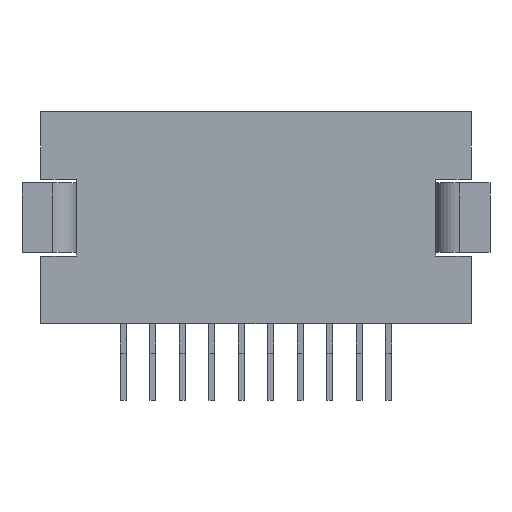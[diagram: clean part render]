
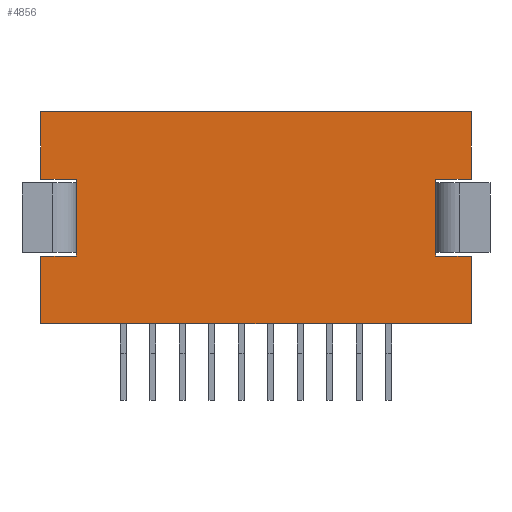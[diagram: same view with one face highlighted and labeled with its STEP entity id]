
A CAD part, front view. The second image highlights one B-rep face of the part: STEP entity #4856.
In plain terms, the highlighted planar face has unit normal (0, -1, 0).
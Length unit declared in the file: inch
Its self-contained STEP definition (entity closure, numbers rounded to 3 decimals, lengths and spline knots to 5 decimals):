
#995=ORIENTED_EDGE('',*,*,#1903,.F.);
#996=ORIENTED_EDGE('',*,*,#1904,.F.);
#997=ORIENTED_EDGE('',*,*,#1905,.F.);
#998=ORIENTED_EDGE('',*,*,#1906,.F.);
#999=ORIENTED_EDGE('',*,*,#1907,.F.);
#1000=ORIENTED_EDGE('',*,*,#1908,.F.);
#1001=ORIENTED_EDGE('',*,*,#1909,.F.);
#1002=ORIENTED_EDGE('',*,*,#1910,.F.);
#1003=ORIENTED_EDGE('',*,*,#1911,.F.);
#1004=ORIENTED_EDGE('',*,*,#1912,.F.);
#1005=ORIENTED_EDGE('',*,*,#1913,.F.);
#1006=ORIENTED_EDGE('',*,*,#1914,.F.);
#1903=EDGE_CURVE('',#2427,#2428,#2983,.T.);
#1904=EDGE_CURVE('',#2429,#2427,#2984,.T.);
#1905=EDGE_CURVE('',#2430,#2429,#2985,.T.);
#1906=EDGE_CURVE('',#2431,#2430,#2986,.T.);
#1907=EDGE_CURVE('',#2432,#2431,#2987,.T.);
#1908=EDGE_CURVE('',#2433,#2432,#2988,.T.);
#1909=EDGE_CURVE('',#2434,#2433,#2989,.T.);
#1910=EDGE_CURVE('',#2435,#2434,#2990,.T.);
#1911=EDGE_CURVE('',#2436,#2435,#2991,.T.);
#1912=EDGE_CURVE('',#2437,#2436,#2992,.T.);
#1913=EDGE_CURVE('',#2438,#2437,#2993,.T.);
#1914=EDGE_CURVE('',#2428,#2438,#2994,.T.);
#2427=VERTEX_POINT('',#7426);
#2428=VERTEX_POINT('',#7427);
#2429=VERTEX_POINT('',#7429);
#2430=VERTEX_POINT('',#7431);
#2431=VERTEX_POINT('',#7433);
#2432=VERTEX_POINT('',#7435);
#2433=VERTEX_POINT('',#7437);
#2434=VERTEX_POINT('',#7439);
#2435=VERTEX_POINT('',#7441);
#2436=VERTEX_POINT('',#7443);
#2437=VERTEX_POINT('',#7445);
#2438=VERTEX_POINT('',#7447);
#2983=LINE('',#7425,#3607);
#2984=LINE('',#7428,#3608);
#2985=LINE('',#7430,#3609);
#2986=LINE('',#7432,#3610);
#2987=LINE('',#7434,#3611);
#2988=LINE('',#7436,#3612);
#2989=LINE('',#7438,#3613);
#2990=LINE('',#7440,#3614);
#2991=LINE('',#7442,#3615);
#2992=LINE('',#7444,#3616);
#2993=LINE('',#7446,#3617);
#2994=LINE('',#7448,#3618);
#3607=VECTOR('',#6105,39.37008);
#3608=VECTOR('',#6106,39.37008);
#3609=VECTOR('',#6107,39.37008);
#3610=VECTOR('',#6108,39.37008);
#3611=VECTOR('',#6109,39.37008);
#3612=VECTOR('',#6110,39.37008);
#3613=VECTOR('',#6111,39.37008);
#3614=VECTOR('',#6112,39.37008);
#3615=VECTOR('',#6113,39.37008);
#3616=VECTOR('',#6114,39.37008);
#3617=VECTOR('',#6115,39.37008);
#3618=VECTOR('',#6116,39.37008);
#4036=EDGE_LOOP('',(#995,#996,#997,#998,#999,#1000,#1001,#1002,#1003,#1004,
#1005,#1006));
#4358=FACE_BOUND('',#4036,.T.);
#4610=PLANE('',#5173);
#4856=ADVANCED_FACE('',(#4358),#4610,.F.);
#5173=AXIS2_PLACEMENT_3D('',#7424,#6103,#6104);
#6103=DIRECTION('',(0.,1.,0.));
#6104=DIRECTION('',(0.,0.,1.));
#6105=DIRECTION('',(-1.,0.,0.));
#6106=DIRECTION('',(0.,0.,-1.));
#6107=DIRECTION('',(1.,0.,0.));
#6108=DIRECTION('',(0.,0.,-1.));
#6109=DIRECTION('',(-1.,0.,0.));
#6110=DIRECTION('',(0.,0.,-1.));
#6111=DIRECTION('',(1.,0.,0.));
#6112=DIRECTION('',(0.,0.,1.));
#6113=DIRECTION('',(-1.,0.,0.));
#6114=DIRECTION('',(0.,0.,1.));
#6115=DIRECTION('',(1.,0.,0.));
#6116=DIRECTION('',(0.,0.,1.));
#7424=CARTESIAN_POINT('',(0.,0.,0.));
#7425=CARTESIAN_POINT('',(0.1825,0.,-0.18));
#7426=CARTESIAN_POINT('',(0.1825,0.,-0.18));
#7427=CARTESIAN_POINT('',(-0.1825,0.,-0.18));
#7428=CARTESIAN_POINT('',(0.1825,0.,-0.1225));
#7429=CARTESIAN_POINT('',(0.1825,0.,-0.1225));
#7430=CARTESIAN_POINT('',(0.1525,0.,-0.1225));
#7431=CARTESIAN_POINT('',(0.1525,0.,-0.1225));
#7432=CARTESIAN_POINT('',(0.1525,0.,-0.0575));
#7433=CARTESIAN_POINT('',(0.1525,0.,-0.0575));
#7434=CARTESIAN_POINT('',(0.1825,0.,-0.0575));
#7435=CARTESIAN_POINT('',(0.1825,0.,-0.0575));
#7436=CARTESIAN_POINT('',(0.1825,0.,0.));
#7437=CARTESIAN_POINT('',(0.1825,0.,0.));
#7438=CARTESIAN_POINT('',(-0.1825,0.,0.));
#7439=CARTESIAN_POINT('',(-0.1825,0.,0.));
#7440=CARTESIAN_POINT('',(-0.1825,0.,-0.0575));
#7441=CARTESIAN_POINT('',(-0.1825,0.,-0.0575));
#7442=CARTESIAN_POINT('',(-0.1525,0.,-0.0575));
#7443=CARTESIAN_POINT('',(-0.1525,0.,-0.0575));
#7444=CARTESIAN_POINT('',(-0.1525,0.,-0.1225));
#7445=CARTESIAN_POINT('',(-0.1525,0.,-0.1225));
#7446=CARTESIAN_POINT('',(-0.1825,0.,-0.1225));
#7447=CARTESIAN_POINT('',(-0.1825,0.,-0.1225));
#7448=CARTESIAN_POINT('',(-0.1825,0.,-0.18));
